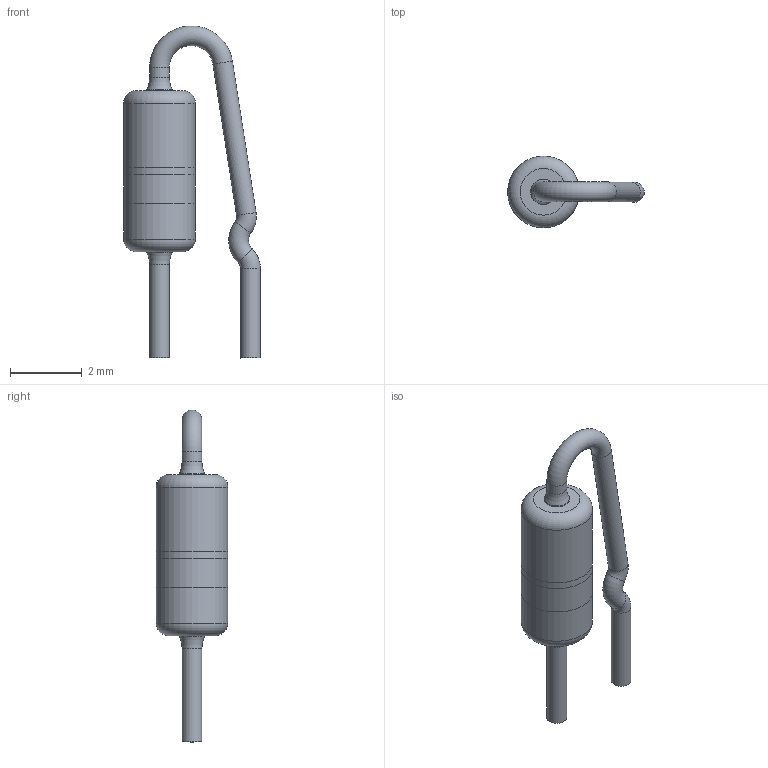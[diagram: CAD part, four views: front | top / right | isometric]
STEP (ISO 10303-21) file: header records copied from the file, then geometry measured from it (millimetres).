
FILE_DESCRIPTION(('STEP AP214'), '1');
FILE_NAME('DO-204AH-VK-RED', '', ('UNSPECIFIED'), ('UNSPECIFIED'), 'ASCON STEP Converter 1.3', 'ASCON Math Kernel', '');
FILE_SCHEMA(('AUTOMOTIVE_DESIGN { 1 0 10303 214 3 1 1}'));
Length unit declared in the file: millimetre
Bounding box: 3.81 x 2 x 9.27 mm (x, y, z)
Volume: 17.4 mm3; surface area: 59.4 mm2
Topology: 3 solids, 3 shells, 24 faces, 40 edges, 22 vertices
Faces by surface type: torus 10, cylinder 8, plane 6
Full cylindrical faces by diameter (mm): 0.55 x4, 2 x4
Entity records: 712 total; most frequent: DIRECTION 94, CARTESIAN_POINT 69, AXIS2_PLACEMENT_3D 47, ORIENTED_EDGE 44, EDGE_LOOP 42, FACE_OUTER_BOUND 34, COLOUR_RGB 27, FILL_AREA_STYLE_COLOUR 27
